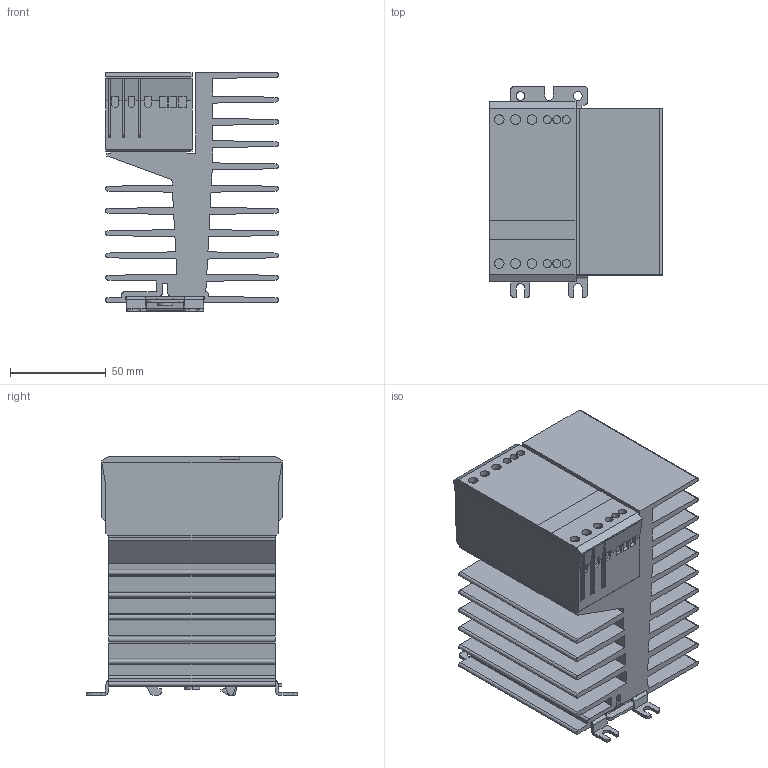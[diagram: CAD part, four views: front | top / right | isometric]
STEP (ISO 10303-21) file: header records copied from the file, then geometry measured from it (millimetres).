
FILE_DESCRIPTION (( 'STEP AP214' ), '1' );
FILE_NAME ('SC3DA4020.STEP', '2025-04-02T11:34:22', ( '' ), ( '' ), 'SwSTEP 2.0', 'SolidWorks 2021', '' );
FILE_SCHEMA (( 'AUTOMOTIVE_DESIGN' ));
Length unit declared in the file: inch
Products named in the file (1): SC3DA4020
Bounding box: 90 x 110 x 124.5 mm (x, y, z)
Volume: 511338.8 mm3; surface area: 179290.3 mm2
Topology: 5 solids, 5 shells, 440 faces, 1219 edges, 802 vertices
Faces by surface type: plane 326, cylinder 114
Entity records: 14076 total; most frequent: CARTESIAN_POINT 2477, ORIENTED_EDGE 2438, DIRECTION 2320, EDGE_CURVE 1219, LINE 990, VECTOR 990, VERTEX_POINT 802, AXIS2_PLACEMENT_3D 665
